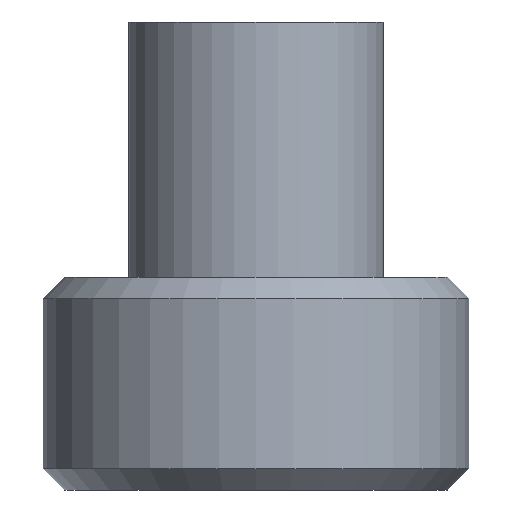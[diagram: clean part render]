
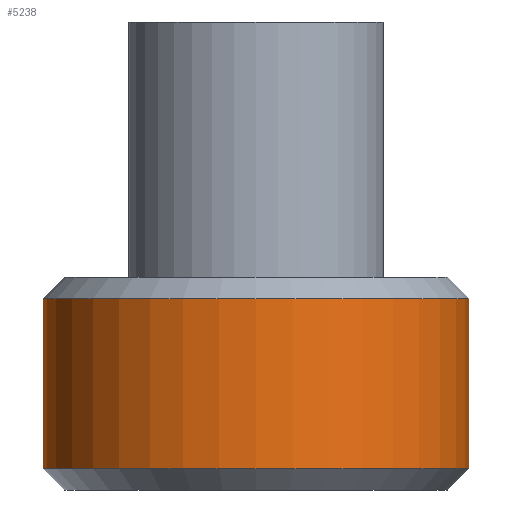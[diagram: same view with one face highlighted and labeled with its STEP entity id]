
A CAD part, left-side view. The second image highlights one B-rep face of the part: STEP entity #5238.
In plain terms, the highlighted cylindrical face has radius 10 mm (diameter 20 mm), a full revolution.
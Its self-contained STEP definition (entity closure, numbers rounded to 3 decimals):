
#53=CYLINDRICAL_SURFACE('',#5480,10.);
#84=CIRCLE('',#5477,10.);
#85=CIRCLE('',#5478,10.);
#87=CIRCLE('',#5481,10.);
#88=CIRCLE('',#5482,10.);
#112=FACE_BOUND('',#1160,.T.);
#419=B_SPLINE_CURVE_WITH_KNOTS('',3,(#9790,#9791,#9792,#9793,#9794,#9795,
#9796,#9797,#9798,#9799,#9800,#9801,#9802,#9803,#9804,#9805,#9806,#9807),
 .UNSPECIFIED.,.F.,.F.,(4,2,2,2,2,2,2,2,4),(0.,0.038,0.075,
0.113,0.151,0.188,0.226,
0.264,0.302),.UNSPECIFIED.);
#420=B_SPLINE_CURVE_WITH_KNOTS('',3,(#9808,#9809,#9810,#9811,#9812,#9813,
#9814,#9815,#9816,#9817,#9818,#9819,#9820,#9821,#9822,#9823,#9824,#9825),
 .UNSPECIFIED.,.F.,.F.,(4,2,2,2,2,2,2,2,4),(0.302,0.339,
0.377,0.415,0.452,0.49,
0.528,0.565,0.603),.UNSPECIFIED.);
#853=FACE_OUTER_BOUND('',#1159,.T.);
#1159=EDGE_LOOP('',(#4828,#4829,#4830,#4831,#4832,#4833));
#1160=EDGE_LOOP('',(#4834,#4835));
#1592=LINE('',#9846,#2020);
#2020=VECTOR('',#6252,10.);
#2525=VERTEX_POINT('',#9787);
#2526=VERTEX_POINT('',#9789);
#2529=VERTEX_POINT('',#9834);
#2530=VERTEX_POINT('',#9835);
#2532=VERTEX_POINT('',#9842);
#2533=VERTEX_POINT('',#9843);
#3291=EDGE_CURVE('',#2526,#2525,#419,.T.);
#3292=EDGE_CURVE('',#2525,#2526,#420,.T.);
#3296=EDGE_CURVE('',#2529,#2530,#84,.T.);
#3297=EDGE_CURVE('',#2530,#2529,#85,.T.);
#3300=EDGE_CURVE('',#2532,#2533,#87,.T.);
#3301=EDGE_CURVE('',#2533,#2532,#88,.T.);
#3302=EDGE_CURVE('',#2533,#2530,#1592,.T.);
#4828=ORIENTED_EDGE('',*,*,#3300,.F.);
#4829=ORIENTED_EDGE('',*,*,#3301,.F.);
#4830=ORIENTED_EDGE('',*,*,#3302,.T.);
#4831=ORIENTED_EDGE('',*,*,#3296,.F.);
#4832=ORIENTED_EDGE('',*,*,#3297,.F.);
#4833=ORIENTED_EDGE('',*,*,#3302,.F.);
#4834=ORIENTED_EDGE('',*,*,#3291,.T.);
#4835=ORIENTED_EDGE('',*,*,#3292,.T.);
#5238=ADVANCED_FACE('',(#853,#112),#53,.T.);
#5477=AXIS2_PLACEMENT_3D('',#9836,#6239,#6240);
#5478=AXIS2_PLACEMENT_3D('',#9837,#6241,#6242);
#5480=AXIS2_PLACEMENT_3D('',#9841,#6246,#6247);
#5481=AXIS2_PLACEMENT_3D('',#9844,#6248,#6249);
#5482=AXIS2_PLACEMENT_3D('',#9845,#6250,#6251);
#6239=DIRECTION('center_axis',(0.,0.,-1.));
#6240=DIRECTION('ref_axis',(-1.,0.,0.));
#6241=DIRECTION('center_axis',(0.,0.,-1.));
#6242=DIRECTION('ref_axis',(-1.,0.,0.));
#6246=DIRECTION('center_axis',(0.,0.,1.));
#6247=DIRECTION('ref_axis',(1.,0.,0.));
#6248=DIRECTION('center_axis',(0.,0.,1.));
#6249=DIRECTION('ref_axis',(-1.,0.,0.));
#6250=DIRECTION('center_axis',(0.,0.,1.));
#6251=DIRECTION('ref_axis',(-1.,0.,0.));
#6252=DIRECTION('',(0.,0.,-1.));
#9787=CARTESIAN_POINT('',(9.95,-1.,2.5));
#9789=CARTESIAN_POINT('',(9.95,1.,2.5));
#9790=CARTESIAN_POINT('Ctrl Pts',(9.95,1.,2.5));
#9791=CARTESIAN_POINT('Ctrl Pts',(9.95,1.,2.374));
#9792=CARTESIAN_POINT('Ctrl Pts',(9.952,0.975,2.24));
#9793=CARTESIAN_POINT('Ctrl Pts',(9.962,0.873,1.994));
#9794=CARTESIAN_POINT('Ctrl Pts',(9.969,0.796,1.882));
#9795=CARTESIAN_POINT('Ctrl Pts',(9.981,0.618,1.704));
#9796=CARTESIAN_POINT('Ctrl Pts',(9.988,0.506,1.627));
#9797=CARTESIAN_POINT('Ctrl Pts',(9.997,0.26,1.525));
#9798=CARTESIAN_POINT('Ctrl Pts',(10.,0.126,1.5));
#9799=CARTESIAN_POINT('Ctrl Pts',(10.,-0.126,1.5));
#9800=CARTESIAN_POINT('Ctrl Pts',(9.997,-0.26,1.525));
#9801=CARTESIAN_POINT('Ctrl Pts',(9.988,-0.506,1.627));
#9802=CARTESIAN_POINT('Ctrl Pts',(9.981,-0.618,1.704));
#9803=CARTESIAN_POINT('Ctrl Pts',(9.969,-0.796,1.882));
#9804=CARTESIAN_POINT('Ctrl Pts',(9.962,-0.873,1.994));
#9805=CARTESIAN_POINT('Ctrl Pts',(9.952,-0.975,2.24));
#9806=CARTESIAN_POINT('Ctrl Pts',(9.95,-1.,2.374));
#9807=CARTESIAN_POINT('Ctrl Pts',(9.95,-1.,2.5));
#9808=CARTESIAN_POINT('Ctrl Pts',(9.95,-1.,2.5));
#9809=CARTESIAN_POINT('Ctrl Pts',(9.95,-1.,2.626));
#9810=CARTESIAN_POINT('Ctrl Pts',(9.952,-0.975,2.76));
#9811=CARTESIAN_POINT('Ctrl Pts',(9.962,-0.873,3.006));
#9812=CARTESIAN_POINT('Ctrl Pts',(9.969,-0.796,3.118));
#9813=CARTESIAN_POINT('Ctrl Pts',(9.981,-0.618,3.296));
#9814=CARTESIAN_POINT('Ctrl Pts',(9.988,-0.506,3.373));
#9815=CARTESIAN_POINT('Ctrl Pts',(9.997,-0.26,3.475));
#9816=CARTESIAN_POINT('Ctrl Pts',(10.,-0.126,3.5));
#9817=CARTESIAN_POINT('Ctrl Pts',(10.,0.126,3.5));
#9818=CARTESIAN_POINT('Ctrl Pts',(9.997,0.26,3.475));
#9819=CARTESIAN_POINT('Ctrl Pts',(9.988,0.506,3.373));
#9820=CARTESIAN_POINT('Ctrl Pts',(9.981,0.618,3.296));
#9821=CARTESIAN_POINT('Ctrl Pts',(9.969,0.796,3.118));
#9822=CARTESIAN_POINT('Ctrl Pts',(9.962,0.873,3.006));
#9823=CARTESIAN_POINT('Ctrl Pts',(9.952,0.975,2.76));
#9824=CARTESIAN_POINT('Ctrl Pts',(9.95,1.,2.626));
#9825=CARTESIAN_POINT('Ctrl Pts',(9.95,1.,2.5));
#9834=CARTESIAN_POINT('',(10.,0.,1.));
#9835=CARTESIAN_POINT('',(-10.,0.,1.));
#9836=CARTESIAN_POINT('Origin',(0.,0.,1.));
#9837=CARTESIAN_POINT('Origin',(0.,0.,1.));
#9841=CARTESIAN_POINT('Origin',(0.,0.,0.));
#9842=CARTESIAN_POINT('',(10.,0.,9.));
#9843=CARTESIAN_POINT('',(-10.,0.,9.));
#9844=CARTESIAN_POINT('Origin',(0.,0.,9.));
#9845=CARTESIAN_POINT('Origin',(0.,0.,9.));
#9846=CARTESIAN_POINT('',(-10.,0.,0.));
